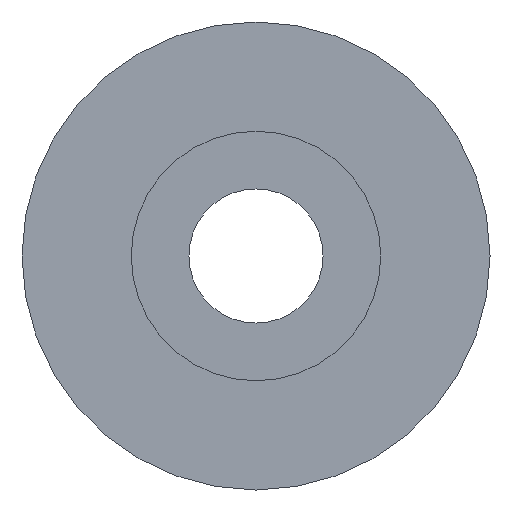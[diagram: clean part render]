
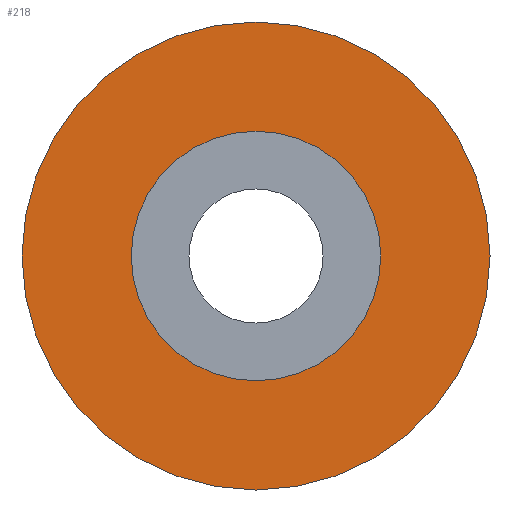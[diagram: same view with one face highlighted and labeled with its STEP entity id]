
A CAD part, front view. The second image highlights one B-rep face of the part: STEP entity #218.
In plain terms, the highlighted planar face has unit normal (0, -1, 0).
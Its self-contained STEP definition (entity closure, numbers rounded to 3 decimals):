
#34=CARTESIAN_POINT('',(0.,-15.,31.5));
#35=VERTEX_POINT('',#34);
#42=CARTESIAN_POINT('',(-0.,-15.,16.5));
#43=VERTEX_POINT('',#42);
#44=CARTESIAN_POINT('',(0.,-15.,24.));
#45=DIRECTION('',(-0.,1.,-0.));
#46=DIRECTION('',(0.,0.,-1.));
#47=AXIS2_PLACEMENT_3D('',#44,#45,#46);
#48=CIRCLE('',#47,7.5);
#49=EDGE_CURVE('',#35,#43,#48,.T.);
#51=CARTESIAN_POINT('',(0.,-15.,24.));
#52=DIRECTION('',(-0.,1.,-0.));
#53=DIRECTION('',(0.,0.,-1.));
#54=AXIS2_PLACEMENT_3D('',#51,#52,#53);
#55=CIRCLE('',#54,7.5);
#56=EDGE_CURVE('',#43,#35,#55,.T.);
#170=CARTESIAN_POINT('',(0.,-15.,28.));
#171=VERTEX_POINT('',#170);
#186=CARTESIAN_POINT('',(0.,-15.,20.));
#187=VERTEX_POINT('',#186);
#188=CARTESIAN_POINT('',(0.,-15.,24.));
#189=DIRECTION('',(0.,-1.,0.));
#190=DIRECTION('',(0.,0.,-1.));
#191=AXIS2_PLACEMENT_3D('',#188,#189,#190);
#192=CIRCLE('',#191,4.);
#193=EDGE_CURVE('',#171,#187,#192,.T.);
#195=CARTESIAN_POINT('',(0.,-15.,24.));
#196=DIRECTION('',(0.,-1.,0.));
#197=DIRECTION('',(0.,0.,-1.));
#198=AXIS2_PLACEMENT_3D('',#195,#196,#197);
#199=CIRCLE('',#198,4.);
#200=EDGE_CURVE('',#187,#171,#199,.T.);
#205=CARTESIAN_POINT('',(0.,-15.,0.));
#206=DIRECTION('',(0.,-1.,0.));
#207=DIRECTION('',(0.,0.,-1.));
#208=AXIS2_PLACEMENT_3D('',#205,#206,#207);
#209=PLANE('',#208);
#210=ORIENTED_EDGE('',*,*,#193,.F.);
#211=ORIENTED_EDGE('',*,*,#200,.F.);
#212=EDGE_LOOP('',(#210,#211));
#213=FACE_BOUND('',#212,.T.);
#214=ORIENTED_EDGE('',*,*,#49,.F.);
#215=ORIENTED_EDGE('',*,*,#56,.F.);
#216=EDGE_LOOP('',(#214,#215));
#217=FACE_BOUND('',#216,.T.);
#218=ADVANCED_FACE('',(#213,#217),#209,.T.);
